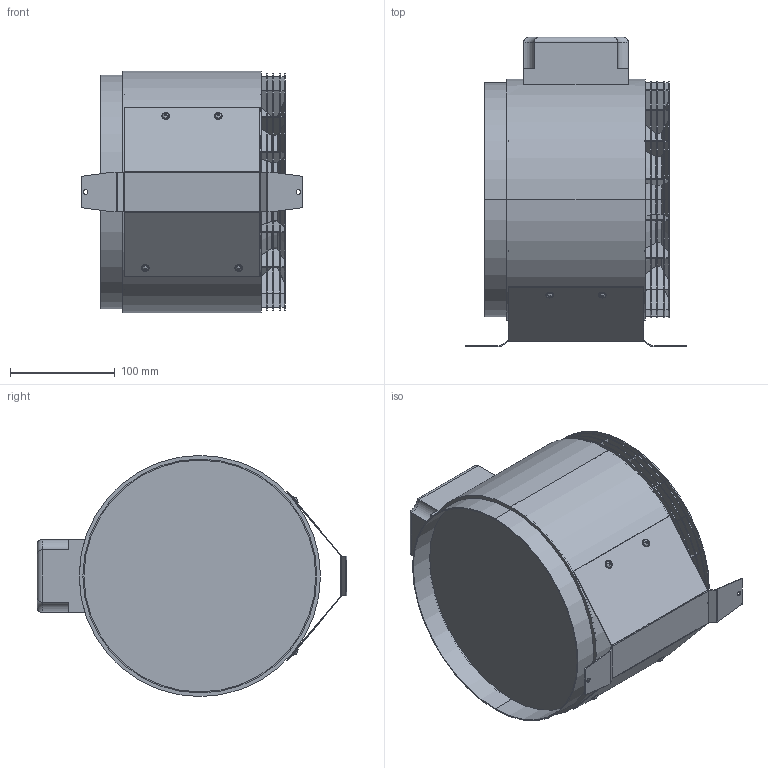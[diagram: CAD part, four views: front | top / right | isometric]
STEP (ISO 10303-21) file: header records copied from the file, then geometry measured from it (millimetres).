
FILE_DESCRIPTION (( 'STEP AP214' ), '1' );
FILE_NAME ('ERM_22.step', '2009-04-27T05:45:49', ( 'Wolfgang Schmidt' ), ( 'WS-KO' ), 'SwSTEP 2.0', 'SolidWorks 2008', '' );
FILE_SCHEMA (( 'AUTOMOTIVE_DESIGN' ));
Length unit declared in the file: millimetre
Products named in the file (1): ERM_22
Bounding box: 211 x 295 x 230 mm (x, y, z)
Surface area: 551820.5 mm2 (no closed solid volume)
Topology: 0 solids, 31 shells, 266 faces, 923 edges, 686 vertices
Faces by surface type: plane 151, cylinder 87, cone 12, torus 8, sphere 8
Entity records: 13078 total; most frequent: CARTESIAN_POINT 2209, DIRECTION 1737, ORIENTED_EDGE 1376, EDGE_CURVE 921, VERTEX_POINT 686, AXIS2_PLACEMENT_3D 602, VECTOR 533, LINE 533
